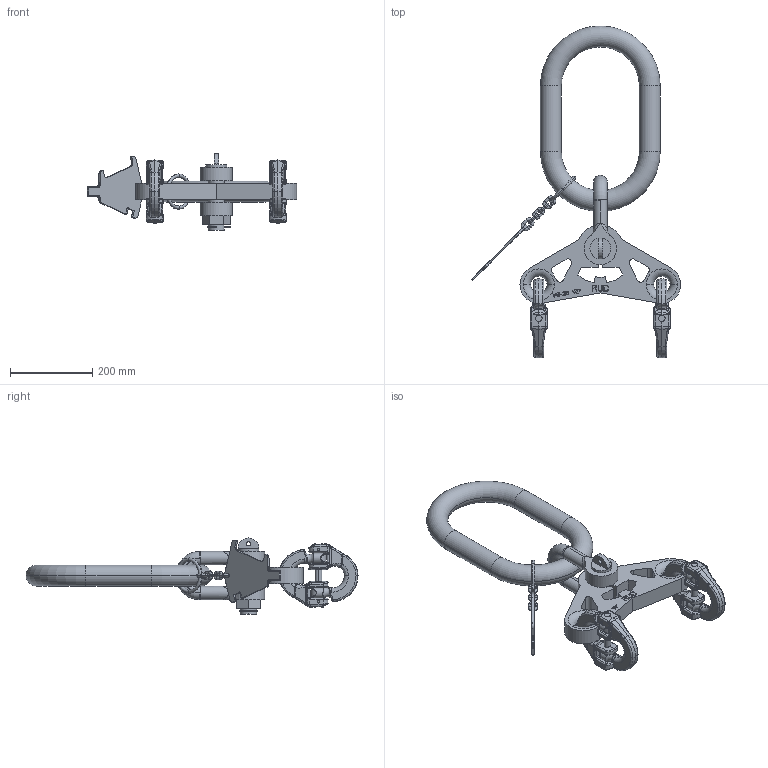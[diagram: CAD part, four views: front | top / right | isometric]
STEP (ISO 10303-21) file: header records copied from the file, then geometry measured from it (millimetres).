
FILE_DESCRIPTION((''),'2;1');
FILE_NAME('001-M34927-P-6_ASM','2019-01-24T',('anja.joas'),(''),'PRO/ENGINEER BY PARAMETRIC TECHNOLOGY CORPORATION, 2011490','PRO/ENGINEER BY PARAMETRIC TECHNOLOGY CORPORATION, 2011490','');
FILE_SCHEMA(('CONFIG_CONTROL_DESIGN'));
Length unit declared in the file: millimetre
Products named in the file (12): 001-M31198-P-6; 001-M31471-P-1; 001-M34961-P-1; 001-M34288-P-1; 001-M34288-P-2_ASM; 001-M31128-V04; 001-M31560-P-1; 001-M31129-P-2; 001-M31182-001; 001-M31182-003_ASM; 001-M31560-P-1_ASM; 001-M34927-P-6_ASM
Assembly tree (15 placements, depth 4):
  001-M34927-P-6_ASM
    001-M31198-P-6
    001-M31471-P-1
    001-M34961-P-1
    001-M34288-P-2_ASM  x2
      001-M34288-P-1
    001-M31128-V04
    001-M31560-P-1_ASM
      001-M31560-P-1
      001-M31129-P-2  x2
      001-M31182-003_ASM
        001-M31182-001  x3
Bounding box: 510.66 x 809.31 x 185.9 mm (x, y, z)
Volume: 5362358.1 mm3; surface area: 582691.4 mm2
Topology: 12 solids, 12 shells, 2107 faces, 5567 edges, 3532 vertices
Faces by surface type: plane 1329, cylinder 323, bspline 270, torus 129, cone 56
Entity records: 54089 total; most frequent: CARTESIAN_POINT 19373, ORIENTED_EDGE 7630, DIRECTION 6503, EDGE_CURVE 3815, VECTOR 2639, LINE 2639, VERTEX_POINT 2448, AXIS2_PLACEMENT_3D 1932
